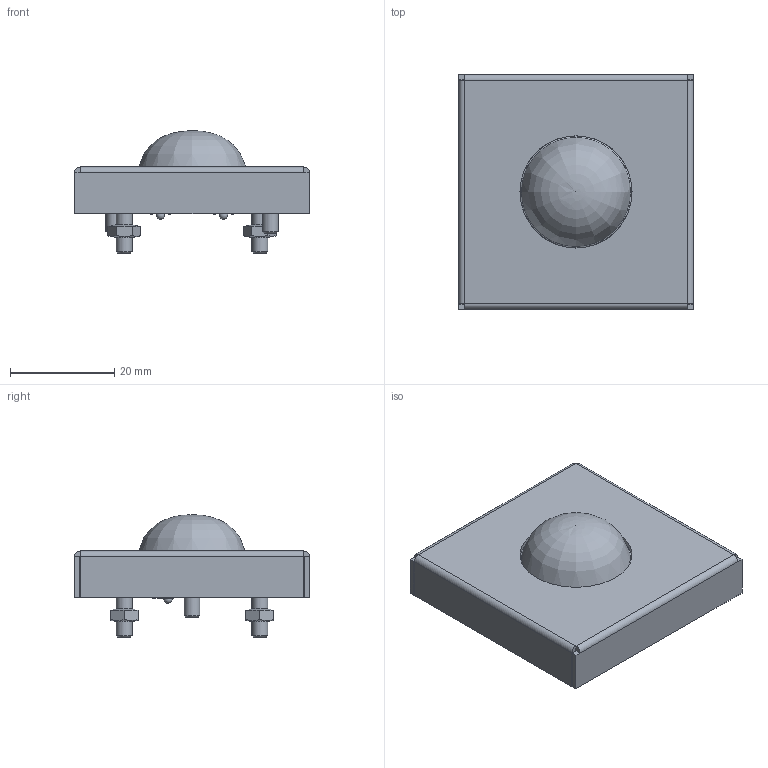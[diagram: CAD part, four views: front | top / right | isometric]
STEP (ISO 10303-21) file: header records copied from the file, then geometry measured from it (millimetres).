
FILE_DESCRIPTION(/* description */ ('Unknown'),/* implementation_level */ '2;1');
FILE_NAME(/* name */ '808_829',/* time_stamp */ '2019-07-05T09:24:04+02:00',/* author */ ('Unknown'),/* organization */ ('Unknown'),/* preprocessor_version */ 'ST-DEVELOPER v16.7',/* originating_system */ 'DEX',/* authorisation */ $);
FILE_SCHEMA (('AUTOMOTIVE_DESIGN {1 0 10303 214 3 1 1}'));
Length unit declared in the file: millimetre
Products named in the file (10): 808_829; 091_441; EW_02_00056-3; KVT_FH_M3_12; 041_182; Schweissbolzen M3x12 mit Ansatz; 003_900; 150_516
Assembly tree (14 placements, depth 3):
  808_829
    091_441
    EW_02_00056-3
      EW_02_00056-3
      KVT_FH_M3_12  x2
    041_182
      Schweissbolzen M3x12 mit Ansatz  x2
      041_182
    003_900  x4
    150_516
Bounding box: 45 x 45 x 23.42 mm (x, y, z)
Volume: 10349.2 mm3; surface area: 16384.4 mm2
Topology: 15 solids, 15 shells, 711 faces, 1794 edges, 1137 vertices
Faces by surface type: plane 353, cylinder 206, bspline 56, torus 52, cone 38, sphere 6
Full cylindrical faces by diameter (mm): 0.5 x4, 2.25 x2, 2.459 x4, 2.5 x2, 3 x10, 3.2 x2, 3.4 x2, 3.912 x2, 4.5 x2, 21.5 x1
Entity records: 26765 total; most frequent: CARTESIAN_POINT 9301, ORIENTED_EDGE 3202, DIRECTION 3108, EDGE_CURVE 1601, AXIS2_PLACEMENT_3D 1098, VERTEX_POINT 1037, LINE 912, VECTOR 912
